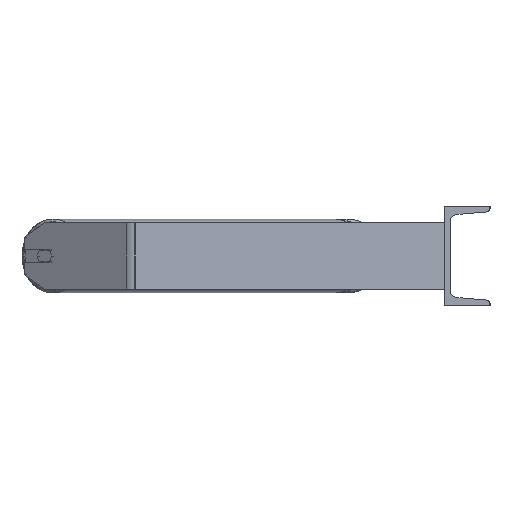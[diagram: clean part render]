
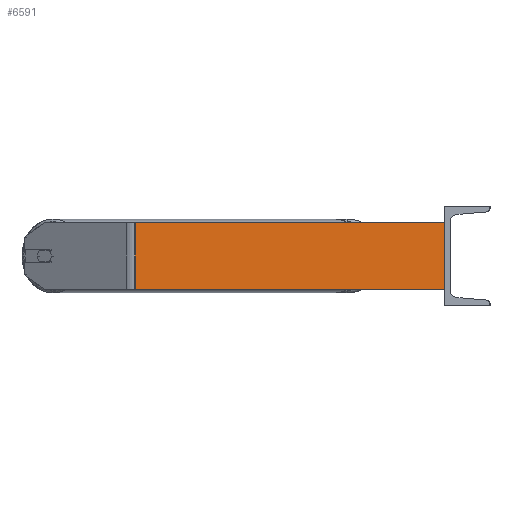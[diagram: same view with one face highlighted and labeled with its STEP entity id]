
A CAD part, left-side view. The second image highlights one B-rep face of the part: STEP entity #6591.
In plain terms, the highlighted planar face has unit normal (-0.996, -0.087, 0).
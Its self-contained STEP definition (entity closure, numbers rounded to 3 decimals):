
#249 = LINE ( 'NONE', #5835, #2355 ) ;
#438 = CARTESIAN_POINT ( 'NONE',  ( -918.029, 377.527, 40. ) ) ;
#502 = CARTESIAN_POINT ( 'NONE',  ( -918.029, 377.527, -40. ) ) ;
#606 = VERTEX_POINT ( 'NONE', #1641 ) ;
#634 = VERTEX_POINT ( 'NONE', #7937 ) ;
#1174 = DIRECTION ( 'NONE',  ( -0.087, 0.996, 0. ) ) ;
#1312 = PLANE ( 'NONE',  #6778 ) ;
#1487 = VERTEX_POINT ( 'NONE', #2522 ) ;
#1614 = EDGE_CURVE ( 'NONE', #634, #606, #8939, .T. ) ;
#1641 = CARTESIAN_POINT ( 'NONE',  ( -917.522, 371.726, -40. ) ) ;
#1870 = ORIENTED_EDGE ( 'NONE', *, *, #6981, .F. ) ;
#1920 = DIRECTION ( 'NONE',  ( 0., 0., -1. ) ) ;
#2355 = VECTOR ( 'NONE', #3706, 1000. ) ;
#2472 = DIRECTION ( 'NONE',  ( 0.996, 0.087, 0. ) ) ;
#2522 = CARTESIAN_POINT ( 'NONE',  ( -885., 0., -40. ) ) ;
#2871 = VERTEX_POINT ( 'NONE', #3774 ) ;
#3148 = DIRECTION ( 'NONE',  ( 0.087, -0.996, 0. ) ) ;
#3256 = EDGE_LOOP ( 'NONE', ( #3344, #1870, #7797, #5857 ) ) ;
#3344 = ORIENTED_EDGE ( 'NONE', *, *, #5036, .T. ) ;
#3706 = DIRECTION ( 'NONE',  ( 0., 0., -1. ) ) ;
#3774 = CARTESIAN_POINT ( 'NONE',  ( -885., 0., 40. ) ) ;
#3886 = LINE ( 'NONE', #438, #6812 ) ;
#4772 = DIRECTION ( 'NONE',  ( 0.087, -0.996, 0. ) ) ;
#4968 = VECTOR ( 'NONE', #4772, 1000. ) ;
#5036 = EDGE_CURVE ( 'NONE', #606, #1487, #7581, .T. ) ;
#5164 = VECTOR ( 'NONE', #1920, 1000. ) ;
#5422 = CARTESIAN_POINT ( 'NONE',  ( -917.522, 371.726, 40. ) ) ;
#5835 = CARTESIAN_POINT ( 'NONE',  ( -885., 0., 40. ) ) ;
#5857 = ORIENTED_EDGE ( 'NONE', *, *, #1614, .T. ) ;
#6591 = ADVANCED_FACE ( 'NONE', ( #7666 ), #1312, .F. ) ;
#6778 = AXIS2_PLACEMENT_3D ( 'NONE', #7423, #2472, #1174 ) ;
#6812 = VECTOR ( 'NONE', #3148, 1000. ) ;
#6981 = EDGE_CURVE ( 'NONE', #2871, #1487, #249, .T. ) ;
#7423 = CARTESIAN_POINT ( 'NONE',  ( -918.029, 377.527, 40. ) ) ;
#7581 = LINE ( 'NONE', #502, #4968 ) ;
#7666 = FACE_OUTER_BOUND ( 'NONE', #3256, .T. ) ;
#7797 = ORIENTED_EDGE ( 'NONE', *, *, #8045, .F. ) ;
#7937 = CARTESIAN_POINT ( 'NONE',  ( -917.522, 371.726, 40. ) ) ;
#8045 = EDGE_CURVE ( 'NONE', #634, #2871, #3886, .T. ) ;
#8939 = LINE ( 'NONE', #5422, #5164 ) ;
